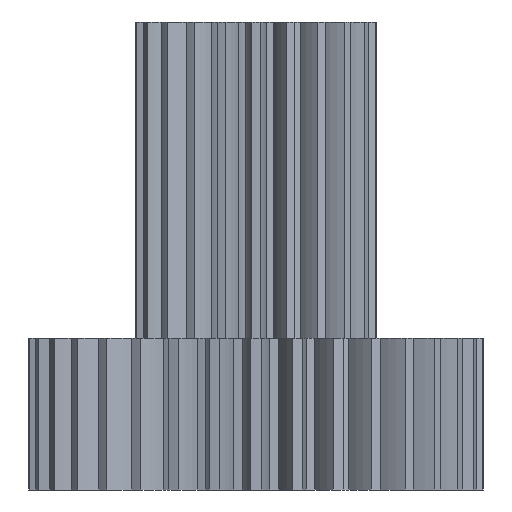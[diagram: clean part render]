
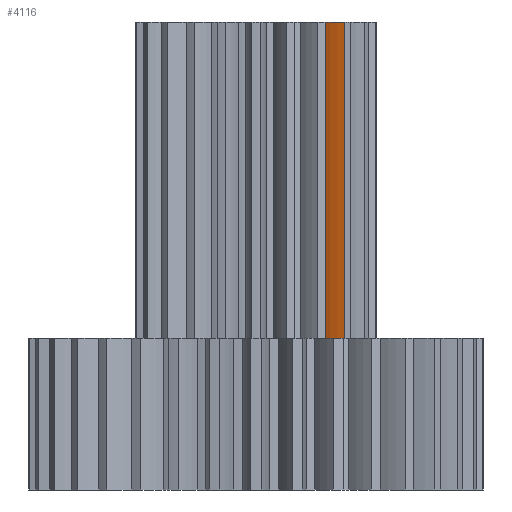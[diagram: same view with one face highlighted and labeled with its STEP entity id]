
A CAD part, front view. The second image highlights one B-rep face of the part: STEP entity #4116.
In plain terms, the highlighted cylindrical face has radius 0.691 mm (diameter 1.383 mm), a partial arc.
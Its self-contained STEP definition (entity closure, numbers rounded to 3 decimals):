
#36=FACE_OUTER_BOUND('',#266,.T.);
#266=EDGE_LOOP('',(#2567,#2568,#2569,#2570));
#499=LINE('',#6686,#725);
#501=LINE('',#6698,#727);
#725=VECTOR('',#5102,2.5);
#727=VECTOR('',#5116,2.5);
#963=CIRCLE('',#4384,0.691);
#964=CIRCLE('',#4385,0.691);
#1413=VERTEX_POINT('',#6683);
#1414=VERTEX_POINT('',#6685);
#1417=VERTEX_POINT('',#6695);
#1418=VERTEX_POINT('',#6697);
#1874=EDGE_CURVE('',#1414,#1413,#499,.T.);
#1879=EDGE_CURVE('',#1413,#1417,#963,.F.);
#1880=EDGE_CURVE('',#1418,#1417,#501,.T.);
#1881=EDGE_CURVE('',#1418,#1414,#964,.F.);
#2567=ORIENTED_EDGE('',*,*,#1879,.T.);
#2568=ORIENTED_EDGE('',*,*,#1880,.F.);
#2569=ORIENTED_EDGE('',*,*,#1881,.T.);
#2570=ORIENTED_EDGE('',*,*,#1874,.T.);
#3890=CYLINDRICAL_SURFACE('',#4383,0.691);
#4116=ADVANCED_FACE('',(#36),#3890,.T.);
#4383=AXIS2_PLACEMENT_3D('',#6694,#5112,#5113);
#4384=AXIS2_PLACEMENT_3D('',#6696,#5114,#5115);
#4385=AXIS2_PLACEMENT_3D('',#6699,#5117,#5118);
#5102=DIRECTION('',(0.,0.,-1.));
#5112=DIRECTION('center_axis',(0.,0.,-1.));
#5113=DIRECTION('ref_axis',(-1.,0.,0.));
#5114=DIRECTION('center_axis',(0.,0.,-1.));
#5115=DIRECTION('ref_axis',(-1.,0.,0.));
#5116=DIRECTION('',(0.,0.,-1.));
#5117=DIRECTION('center_axis',(0.,0.,1.));
#5118=DIRECTION('ref_axis',(1.,0.,0.));
#6683=CARTESIAN_POINT('',(0.532,-0.571,0.5));
#6685=CARTESIAN_POINT('',(0.532,-0.571,3.));
#6686=CARTESIAN_POINT('',(0.532,-0.571,3.));
#6694=CARTESIAN_POINT('Origin',(0.916,0.004,2.));
#6695=CARTESIAN_POINT('',(0.702,-0.654,0.5));
#6696=CARTESIAN_POINT('Origin',(0.916,0.004,0.5));
#6697=CARTESIAN_POINT('',(0.702,-0.654,3.));
#6698=CARTESIAN_POINT('',(0.702,-0.654,3.));
#6699=CARTESIAN_POINT('Origin',(0.916,0.004,3.));
